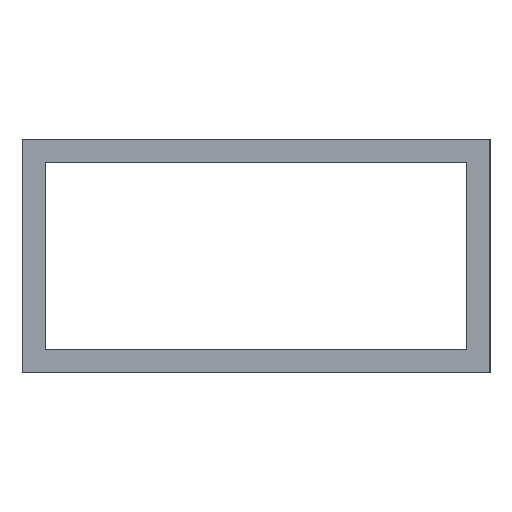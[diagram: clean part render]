
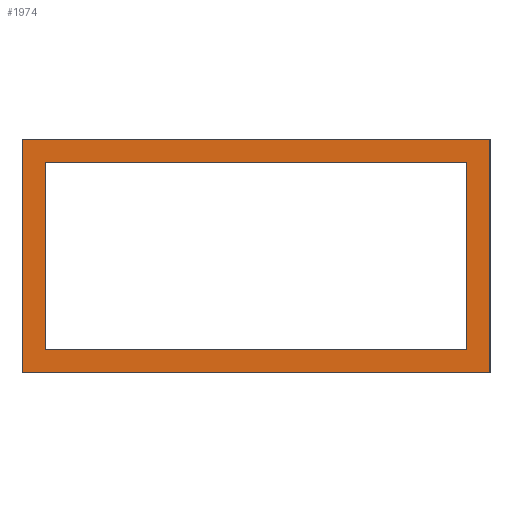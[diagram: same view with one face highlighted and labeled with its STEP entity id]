
A CAD part, front view. The second image highlights one B-rep face of the part: STEP entity #1974.
In plain terms, the highlighted planar face has unit normal (0, -1, 0).
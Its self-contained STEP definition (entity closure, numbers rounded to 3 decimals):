
#12 = CARTESIAN_POINT ( 'NONE',  ( 0., 95., -10. ) ) ;
#63 = CARTESIAN_POINT ( 'NONE',  ( 0., 95., 8. ) ) ;
#123 = VERTEX_POINT ( 'NONE', #1231 ) ;
#129 = LINE ( 'NONE', #1991, #232 ) ;
#170 = ORIENTED_EDGE ( 'NONE', *, *, #1025, .T. ) ;
#232 = VECTOR ( 'NONE', #942, 1000. ) ;
#287 = DIRECTION ( 'NONE',  ( 0., 0., 1. ) ) ;
#313 = VECTOR ( 'NONE', #1843, 1000. ) ;
#359 = CARTESIAN_POINT ( 'NONE',  ( 40., 95., -10. ) ) ;
#381 = VERTEX_POINT ( 'NONE', #2095 ) ;
#385 = DIRECTION ( 'NONE',  ( 1., 0., 0. ) ) ;
#419 = CARTESIAN_POINT ( 'NONE',  ( 38., 95., 8. ) ) ;
#490 = FACE_OUTER_BOUND ( 'NONE', #1936, .T. ) ;
#596 = DIRECTION ( 'NONE',  ( 0., 0., -1. ) ) ;
#609 = LINE ( 'NONE', #2483, #2547 ) ;
#625 = ORIENTED_EDGE ( 'NONE', *, *, #2460, .F. ) ;
#673 = PLANE ( 'NONE',  #1744 ) ;
#741 = CARTESIAN_POINT ( 'NONE',  ( 0., 95., -8. ) ) ;
#754 = CARTESIAN_POINT ( 'NONE',  ( 0., 95., 10. ) ) ;
#942 = DIRECTION ( 'NONE',  ( 0., 0., -1. ) ) ;
#987 = VERTEX_POINT ( 'NONE', #754 ) ;
#996 = EDGE_CURVE ( 'NONE', #381, #2192, #2041, .T. ) ;
#1025 = EDGE_CURVE ( 'NONE', #1766, #2192, #1180, .T. ) ;
#1108 = ORIENTED_EDGE ( 'NONE', *, *, #2275, .T. ) ;
#1145 = VERTEX_POINT ( 'NONE', #1494 ) ;
#1149 = EDGE_CURVE ( 'NONE', #1145, #381, #2113, .T. ) ;
#1180 = LINE ( 'NONE', #1401, #1691 ) ;
#1192 = EDGE_CURVE ( 'NONE', #987, #123, #609, .T. ) ;
#1217 = VECTOR ( 'NONE', #2158, 1000. ) ;
#1231 = CARTESIAN_POINT ( 'NONE',  ( 40., 95., 10. ) ) ;
#1354 = CARTESIAN_POINT ( 'NONE',  ( 40., 95., 10. ) ) ;
#1401 = CARTESIAN_POINT ( 'NONE',  ( 38., 95., 10. ) ) ;
#1408 = EDGE_LOOP ( 'NONE', ( #2255, #1833, #2621, #170 ) ) ;
#1438 = VECTOR ( 'NONE', #2557, 1000. ) ;
#1494 = CARTESIAN_POINT ( 'NONE',  ( 2., 95., 8. ) ) ;
#1543 = LINE ( 'NONE', #2375, #1217 ) ;
#1680 = VERTEX_POINT ( 'NONE', #359 ) ;
#1691 = VECTOR ( 'NONE', #2245, 1000. ) ;
#1744 = AXIS2_PLACEMENT_3D ( 'NONE', #1354, #2191, #287 ) ;
#1766 = VERTEX_POINT ( 'NONE', #419 ) ;
#1833 = ORIENTED_EDGE ( 'NONE', *, *, #1149, .F. ) ;
#1843 = DIRECTION ( 'NONE',  ( 1., 0., 0. ) ) ;
#1856 = EDGE_CURVE ( 'NONE', #1145, #1766, #2545, .T. ) ;
#1859 = DIRECTION ( 'NONE',  ( 0., 0., -1. ) ) ;
#1915 = VECTOR ( 'NONE', #1859, 1000. ) ;
#1936 = EDGE_LOOP ( 'NONE', ( #1108, #625, #1953, #2542 ) ) ;
#1953 = ORIENTED_EDGE ( 'NONE', *, *, #1192, .F. ) ;
#1974 = ADVANCED_FACE ( 'NONE', ( #490, #2574 ), #673, .F. ) ;
#1991 = CARTESIAN_POINT ( 'NONE',  ( 0., 95., 10. ) ) ;
#2041 = LINE ( 'NONE', #741, #313 ) ;
#2095 = CARTESIAN_POINT ( 'NONE',  ( 2., 95., -8. ) ) ;
#2100 = CARTESIAN_POINT ( 'NONE',  ( 2., 95., 10. ) ) ;
#2113 = LINE ( 'NONE', #2100, #2420 ) ;
#2158 = DIRECTION ( 'NONE',  ( 1., 0., 0. ) ) ;
#2191 = DIRECTION ( 'NONE',  ( 0., 1., 0. ) ) ;
#2192 = VERTEX_POINT ( 'NONE', #2566 ) ;
#2245 = DIRECTION ( 'NONE',  ( 0., 0., -1. ) ) ;
#2255 = ORIENTED_EDGE ( 'NONE', *, *, #996, .F. ) ;
#2275 = EDGE_CURVE ( 'NONE', #2572, #1680, #1543, .T. ) ;
#2278 = LINE ( 'NONE', #2290, #1915 ) ;
#2290 = CARTESIAN_POINT ( 'NONE',  ( 40., 95., 10. ) ) ;
#2322 = EDGE_CURVE ( 'NONE', #987, #2572, #129, .T. ) ;
#2375 = CARTESIAN_POINT ( 'NONE',  ( 40., 95., -10. ) ) ;
#2420 = VECTOR ( 'NONE', #596, 1000. ) ;
#2460 = EDGE_CURVE ( 'NONE', #123, #1680, #2278, .T. ) ;
#2483 = CARTESIAN_POINT ( 'NONE',  ( 40., 95., 10. ) ) ;
#2542 = ORIENTED_EDGE ( 'NONE', *, *, #2322, .T. ) ;
#2545 = LINE ( 'NONE', #63, #1438 ) ;
#2547 = VECTOR ( 'NONE', #385, 1000. ) ;
#2557 = DIRECTION ( 'NONE',  ( 1., 0., 0. ) ) ;
#2566 = CARTESIAN_POINT ( 'NONE',  ( 38., 95., -8. ) ) ;
#2572 = VERTEX_POINT ( 'NONE', #12 ) ;
#2574 = FACE_BOUND ( 'NONE', #1408, .T. ) ;
#2621 = ORIENTED_EDGE ( 'NONE', *, *, #1856, .T. ) ;
